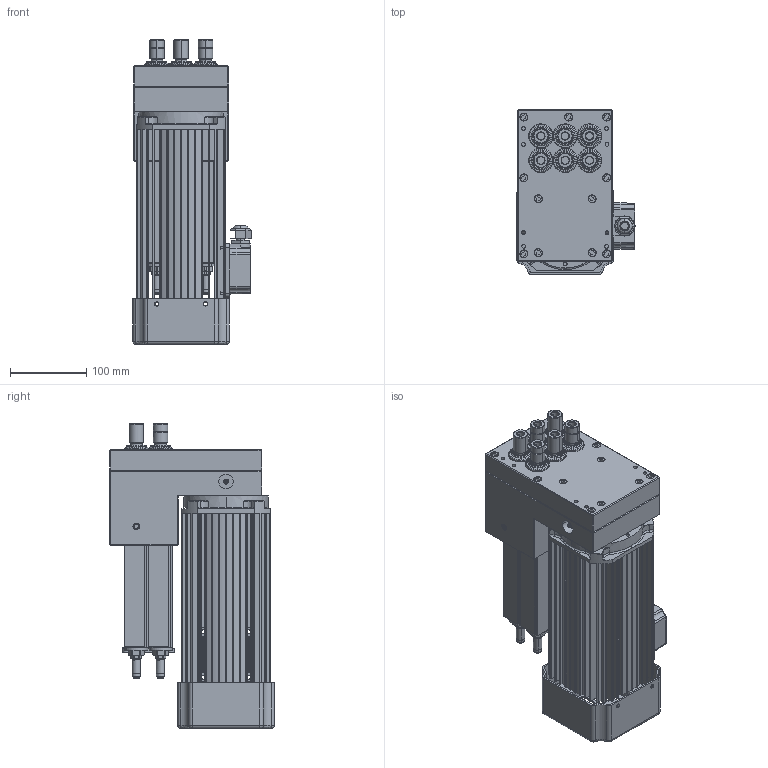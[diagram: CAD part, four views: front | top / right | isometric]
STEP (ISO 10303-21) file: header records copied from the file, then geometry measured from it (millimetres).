
FILE_DESCRIPTION (( 'STEP AP214' ), '1' );
FILE_NAME ('×°ÅäÌå4.STEP', '2024-07-02T05:55:07', ( 'Sysceo.com' ), ( '' ), 'SwSTEP 2.0', 'SolidWorks 2018', '' );
FILE_SCHEMA (( 'AUTOMOTIVE_DESIGN' ));
Length unit declared in the file: millimetre
Products named in the file (2): 蚾饜极4
Bounding box: 155.41 x 216.5 x 400.5 mm (x, y, z)
Surface area: 571564 mm2 (no closed solid volume)
Topology: 0 solids, 87 shells, 1501 faces, 4307 edges, 2827 vertices
Faces by surface type: cylinder 628, plane 581, cone 177, torus 75, bspline 40
Entity records: 70925 total; most frequent: CARTESIAN_POINT 14938, DIRECTION 8657, ORIENTED_EDGE 7569, EDGE_CURVE 4287, AXIS2_PLACEMENT_3D 3262, VERTEX_POINT 2815, LINE 2133, VECTOR 2133
